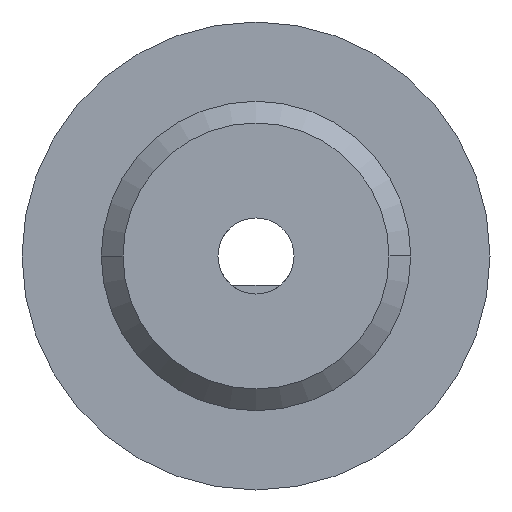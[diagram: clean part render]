
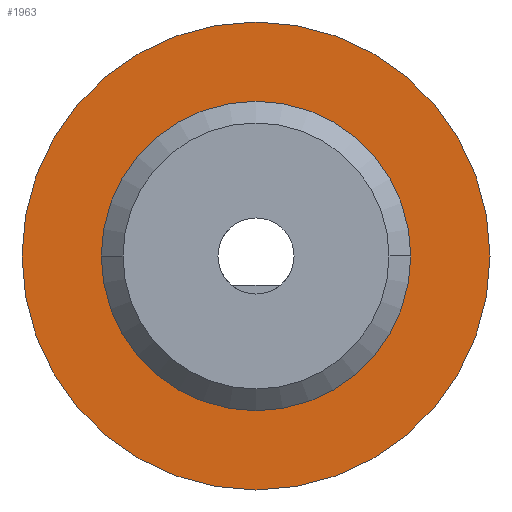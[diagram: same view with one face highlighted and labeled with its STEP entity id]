
A CAD part, front view. The second image highlights one B-rep face of the part: STEP entity #1963.
In plain terms, the highlighted planar face has unit normal (0, -1, 0).
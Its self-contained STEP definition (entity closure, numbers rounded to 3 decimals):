
#35 = DIRECTION ( 'NONE',  ( 0., 1., 0. ) ) ;
#121 = CIRCLE ( 'NONE', #2879, 10.75 ) ;
#494 = DIRECTION ( 'NONE',  ( 0., -1., 0. ) ) ;
#547 = EDGE_CURVE ( 'NONE', #1662, #4121, #121, .T. ) ;
#586 = AXIS2_PLACEMENT_3D ( 'NONE', #3182, #35, #4610 ) ;
#703 = EDGE_LOOP ( 'NONE', ( #1094, #4097 ) ) ;
#746 = EDGE_CURVE ( 'NONE', #4121, #1662, #4139, .T. ) ;
#837 = CARTESIAN_POINT ( 'NONE',  ( 0., -7.5, 0. ) ) ;
#968 = FACE_OUTER_BOUND ( 'NONE', #3136, .T. ) ;
#1015 = VERTEX_POINT ( 'NONE', #4617 ) ;
#1039 = DIRECTION ( 'NONE',  ( 0., -1., 0. ) ) ;
#1094 = ORIENTED_EDGE ( 'NONE', *, *, #2060, .T. ) ;
#1095 = CIRCLE ( 'NONE', #586, 7.11 ) ;
#1201 = ORIENTED_EDGE ( 'NONE', *, *, #547, .T. ) ;
#1657 = VERTEX_POINT ( 'NONE', #3949 ) ;
#1662 = VERTEX_POINT ( 'NONE', #3919 ) ;
#1682 = ORIENTED_EDGE ( 'NONE', *, *, #746, .T. ) ;
#1906 = DIRECTION ( 'NONE',  ( 1., 0., 0. ) ) ;
#1963 = ADVANCED_FACE ( 'NONE', ( #3793, #968 ), #3816, .F. ) ;
#2060 = EDGE_CURVE ( 'NONE', #1015, #1657, #1095, .T. ) ;
#2109 = DIRECTION ( 'NONE',  ( -1., 0., 0. ) ) ;
#2110 = CARTESIAN_POINT ( 'NONE',  ( 0., -7.5, 0. ) ) ;
#2137 = CIRCLE ( 'NONE', #3259, 7.11 ) ;
#2163 = EDGE_CURVE ( 'NONE', #1657, #1015, #2137, .T. ) ;
#2236 = DIRECTION ( 'NONE',  ( 0., 1., 0. ) ) ;
#2391 = CARTESIAN_POINT ( 'NONE',  ( 0., -7.5, 0. ) ) ;
#2415 = DIRECTION ( 'NONE',  ( 1., 0., 0. ) ) ;
#2879 = AXIS2_PLACEMENT_3D ( 'NONE', #2110, #1039, #2415 ) ;
#2955 = CARTESIAN_POINT ( 'NONE',  ( 0., -7.5, 0. ) ) ;
#3136 = EDGE_LOOP ( 'NONE', ( #1201, #1682 ) ) ;
#3182 = CARTESIAN_POINT ( 'NONE',  ( 0., -7.5, 0. ) ) ;
#3259 = AXIS2_PLACEMENT_3D ( 'NONE', #2955, #2236, #3656 ) ;
#3656 = DIRECTION ( 'NONE',  ( -1., 0., 0. ) ) ;
#3793 = FACE_BOUND ( 'NONE', #703, .T. ) ;
#3816 = PLANE ( 'NONE',  #4015 ) ;
#3908 = DIRECTION ( 'NONE',  ( 0., 1., 0. ) ) ;
#3919 = CARTESIAN_POINT ( 'NONE',  ( 10.75, -7.5, 0. ) ) ;
#3949 = CARTESIAN_POINT ( 'NONE',  ( 7.11, -7.5, 0. ) ) ;
#3974 = CARTESIAN_POINT ( 'NONE',  ( -10.75, -7.5, 0. ) ) ;
#4015 = AXIS2_PLACEMENT_3D ( 'NONE', #2391, #3908, #2109 ) ;
#4072 = AXIS2_PLACEMENT_3D ( 'NONE', #837, #494, #1906 ) ;
#4097 = ORIENTED_EDGE ( 'NONE', *, *, #2163, .T. ) ;
#4121 = VERTEX_POINT ( 'NONE', #3974 ) ;
#4139 = CIRCLE ( 'NONE', #4072, 10.75 ) ;
#4610 = DIRECTION ( 'NONE',  ( -1., 0., 0. ) ) ;
#4617 = CARTESIAN_POINT ( 'NONE',  ( -7.11, -7.5, 0. ) ) ;
